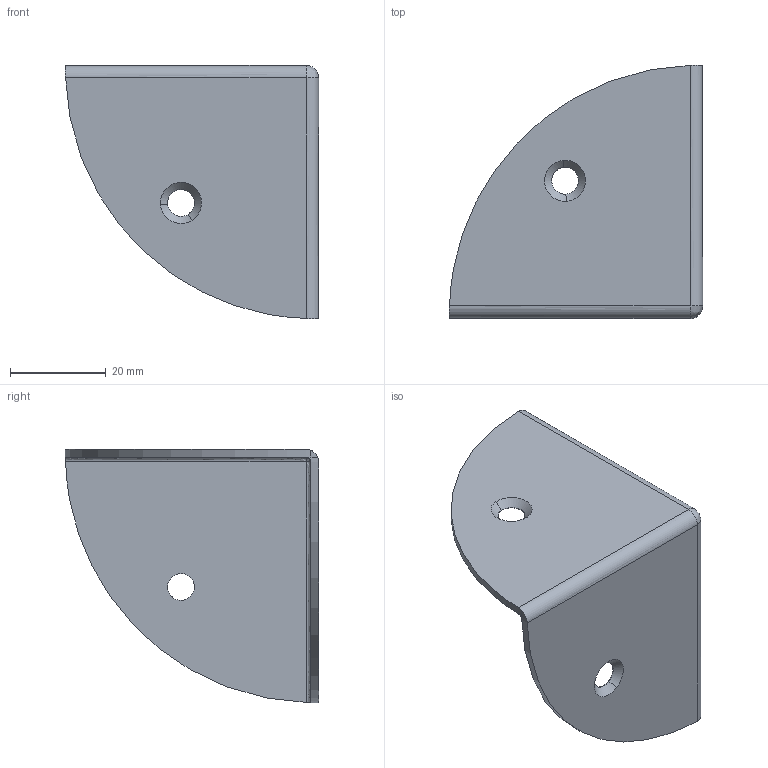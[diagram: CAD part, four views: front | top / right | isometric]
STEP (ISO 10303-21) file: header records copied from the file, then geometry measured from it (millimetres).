
FILE_DESCRIPTION((''),'2;1');
FILE_NAME('','2005-12-14T14:48:30',(''),(''),'','CADfix','');
FILE_SCHEMA(('AUTOMOTIVE_DESIGN'));
Length unit declared in the file: millimetre
Products named in the file (1): angle
Bounding box: 53 x 53 x 53 mm (x, y, z)
Volume: 9913.4 mm3; surface area: 12918 mm2
Topology: 1 solids, 1 shells, 32 faces, 101 edges, 71 vertices
Faces by surface type: bspline 32
Entity records: 1274 total; most frequent: CARTESIAN_POINT 719, ORIENTED_EDGE 202, EDGE_CURVE 101, VERTEX_POINT 71, EDGE_LOOP 38, FACE_OUTER_BOUND 32, ADVANCED_FACE 32, QUASI_UNIFORM_CURVE 30
